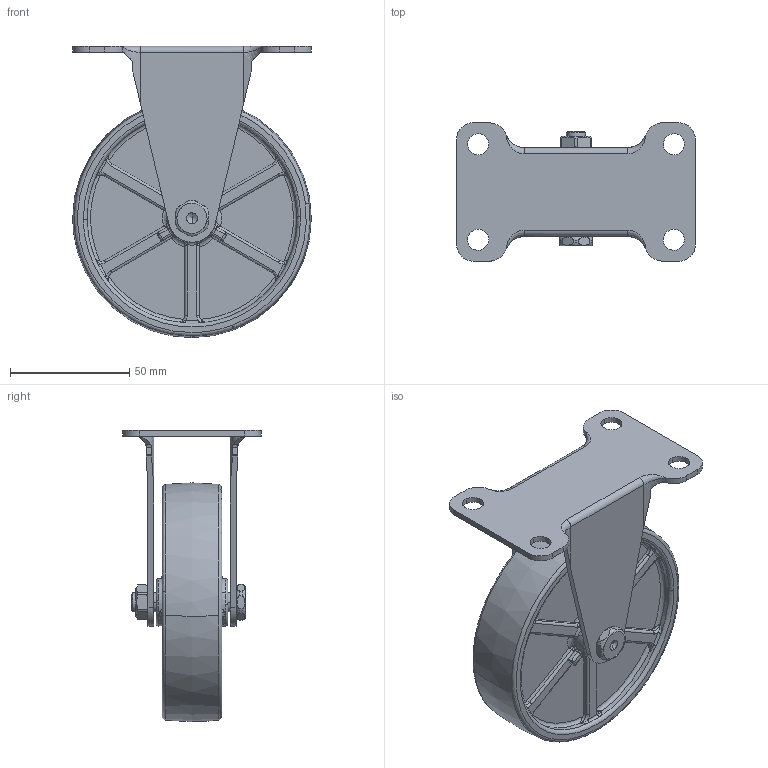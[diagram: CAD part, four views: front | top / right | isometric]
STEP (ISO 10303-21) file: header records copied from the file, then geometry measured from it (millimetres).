
FILE_DESCRIPTION((''),'2;1');
FILE_NAME('','2005-12-16T10:26:55',(''),(''),'','CADfix','');
FILE_SCHEMA(('AUTOMOTIVE_DESIGN'));
Length unit declared in the file: millimetre
Products named in the file (4): wheel; body; axle; 320ER_N100_2741_36
Assembly tree (3 placements, depth 2):
  320ER_N100_2741_36
    wheel
    body
    axle
Bounding box: 100 x 58 x 121.99 mm (x, y, z)
Volume: 170305.8 mm3; surface area: 50464 mm2
Topology: 3 solids, 3 shells, 549 faces, 1450 edges, 876 vertices
Faces by surface type: bspline 549
Entity records: 26849 total; most frequent: CARTESIAN_POINT 19052, ORIENTED_EDGE 2826, EDGE_CURVE 1413, VERTEX_POINT 876, EDGE_LOOP 569, FACE_OUTER_BOUND 549, ADVANCED_FACE 549, QUASI_UNIFORM_CURVE 400
